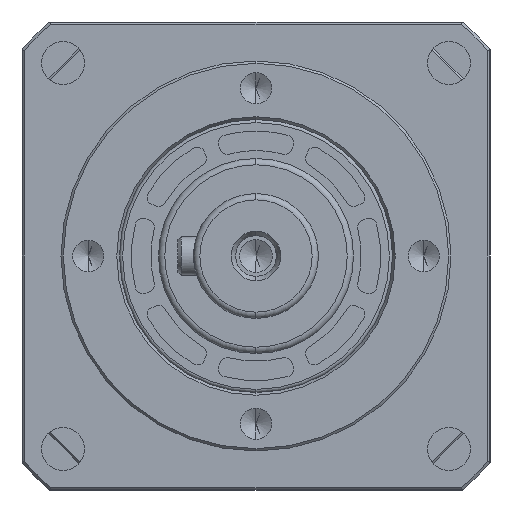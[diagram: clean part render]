
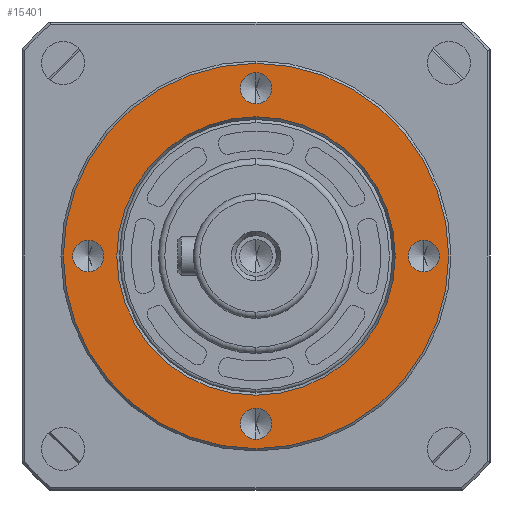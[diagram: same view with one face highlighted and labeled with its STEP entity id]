
A CAD part, left-side view. The second image highlights one B-rep face of the part: STEP entity #15401.
In plain terms, the highlighted planar face has unit normal (-1, 0, 0).
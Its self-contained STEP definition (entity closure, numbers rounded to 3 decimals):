
#208 = DIRECTION ( 'NONE',  ( 0., 0., 1. ) ) ;
#304 = EDGE_CURVE ( 'NONE', #5286, #3637, #18035, .T. ) ;
#486 = EDGE_CURVE ( 'NONE', #16765, #1354, #5232, .T. ) ;
#523 = AXIS2_PLACEMENT_3D ( 'NONE', #14693, #5754, #16155 ) ;
#903 = CIRCLE ( 'NONE', #19079, 2. ) ;
#1168 = CARTESIAN_POINT ( 'NONE',  ( -7., 0., 23.5 ) ) ;
#1234 = FACE_BOUND ( 'NONE', #5483, .T. ) ;
#1354 = VERTEX_POINT ( 'NONE', #14774 ) ;
#1393 = CARTESIAN_POINT ( 'NONE',  ( -7., 21.5, -2. ) ) ;
#1496 = CARTESIAN_POINT ( 'NONE',  ( -7., 0., 21.5 ) ) ;
#1585 = VERTEX_POINT ( 'NONE', #5812 ) ;
#1639 = DIRECTION ( 'NONE',  ( -1., 0., 0. ) ) ;
#1892 = EDGE_LOOP ( 'NONE', ( #19123, #4194 ) ) ;
#2064 = ORIENTED_EDGE ( 'NONE', *, *, #4547, .F. ) ;
#2275 = CARTESIAN_POINT ( 'NONE',  ( -7., 0., -21.5 ) ) ;
#2379 = ORIENTED_EDGE ( 'NONE', *, *, #15196, .T. ) ;
#2598 = EDGE_CURVE ( 'NONE', #15030, #13983, #8521, .T. ) ;
#2824 = EDGE_LOOP ( 'NONE', ( #6445, #8052 ) ) ;
#2992 = ORIENTED_EDGE ( 'NONE', *, *, #15714, .F. ) ;
#3008 = DIRECTION ( 'NONE',  ( 1., 0., 0. ) ) ;
#3030 = DIRECTION ( 'NONE',  ( 0., 0., 1. ) ) ;
#3068 = AXIS2_PLACEMENT_3D ( 'NONE', #12082, #3008, #13577 ) ;
#3218 = DIRECTION ( 'NONE',  ( -1., 0., 0. ) ) ;
#3437 = EDGE_CURVE ( 'NONE', #13323, #17473, #7312, .T. ) ;
#3637 = VERTEX_POINT ( 'NONE', #9431 ) ;
#3812 = DIRECTION ( 'NONE',  ( 0., 0., 1. ) ) ;
#4009 = AXIS2_PLACEMENT_3D ( 'NONE', #18154, #9308, #208 ) ;
#4185 = AXIS2_PLACEMENT_3D ( 'NONE', #13430, #4415, #14866 ) ;
#4194 = ORIENTED_EDGE ( 'NONE', *, *, #10785, .F. ) ;
#4227 = AXIS2_PLACEMENT_3D ( 'NONE', #12295, #3218, #13765 ) ;
#4415 = DIRECTION ( 'NONE',  ( -1., 0., 0. ) ) ;
#4547 = EDGE_CURVE ( 'NONE', #13983, #15030, #7765, .T. ) ;
#4604 = AXIS2_PLACEMENT_3D ( 'NONE', #9733, #18638, #9796 ) ;
#4713 = AXIS2_PLACEMENT_3D ( 'NONE', #8618, #18951, #10119 ) ;
#4733 = CARTESIAN_POINT ( 'NONE',  ( -7., 0., 0. ) ) ;
#4784 = EDGE_LOOP ( 'NONE', ( #15848, #12079 ) ) ;
#4871 = CARTESIAN_POINT ( 'NONE',  ( -7., 21.5, 0. ) ) ;
#5005 = DIRECTION ( 'NONE',  ( 1., 0., 0. ) ) ;
#5058 = CIRCLE ( 'NONE', #4227, 2. ) ;
#5073 = EDGE_LOOP ( 'NONE', ( #18165, #2064 ) ) ;
#5232 = CIRCLE ( 'NONE', #11102, 2. ) ;
#5264 = DIRECTION ( 'NONE',  ( 0., 0., 1. ) ) ;
#5286 = VERTEX_POINT ( 'NONE', #9104 ) ;
#5483 = EDGE_LOOP ( 'NONE', ( #9417, #2992 ) ) ;
#5666 = CIRCLE ( 'NONE', #4009, 24.7 ) ;
#5754 = DIRECTION ( 'NONE',  ( -1., 0., 0. ) ) ;
#5784 = FACE_BOUND ( 'NONE', #5073, .T. ) ;
#5812 = CARTESIAN_POINT ( 'NONE',  ( -7., 0., -23.5 ) ) ;
#6020 = AXIS2_PLACEMENT_3D ( 'NONE', #10740, #1639, #12237 ) ;
#6421 = DIRECTION ( 'NONE',  ( 0., 0., 1. ) ) ;
#6445 = ORIENTED_EDGE ( 'NONE', *, *, #17506, .F. ) ;
#6653 = PLANE ( 'NONE',  #4604 ) ;
#6684 = EDGE_CURVE ( 'NONE', #16964, #1585, #12875, .T. ) ;
#6802 = CARTESIAN_POINT ( 'NONE',  ( -7., 0., 24.7 ) ) ;
#7312 = CIRCLE ( 'NONE', #4185, 2. ) ;
#7765 = CIRCLE ( 'NONE', #4713, 2. ) ;
#8052 = ORIENTED_EDGE ( 'NONE', *, *, #3437, .F. ) ;
#8129 = CIRCLE ( 'NONE', #8694, 2. ) ;
#8521 = CIRCLE ( 'NONE', #11772, 2. ) ;
#8618 = CARTESIAN_POINT ( 'NONE',  ( -7., 0., 21.5 ) ) ;
#8632 = CIRCLE ( 'NONE', #6020, 24.7 ) ;
#8694 = AXIS2_PLACEMENT_3D ( 'NONE', #4871, #15310, #6421 ) ;
#8854 = FACE_OUTER_BOUND ( 'NONE', #13210, .T. ) ;
#9103 = DIRECTION ( 'NONE',  ( -1., 0., 0. ) ) ;
#9104 = CARTESIAN_POINT ( 'NONE',  ( -7., 0., 17.846 ) ) ;
#9163 = CARTESIAN_POINT ( 'NONE',  ( -7., -21.5, 0. ) ) ;
#9250 = CIRCLE ( 'NONE', #3068, 17.846 ) ;
#9308 = DIRECTION ( 'NONE',  ( -1., 0., 0. ) ) ;
#9417 = ORIENTED_EDGE ( 'NONE', *, *, #486, .F. ) ;
#9431 = CARTESIAN_POINT ( 'NONE',  ( -7., 0., -17.846 ) ) ;
#9733 = CARTESIAN_POINT ( 'NONE',  ( -7., 25., 0. ) ) ;
#9796 = DIRECTION ( 'NONE',  ( 0., 0., 1. ) ) ;
#10119 = DIRECTION ( 'NONE',  ( 0., 0., 1. ) ) ;
#10594 = EDGE_CURVE ( 'NONE', #3637, #5286, #9250, .T. ) ;
#10740 = CARTESIAN_POINT ( 'NONE',  ( -7., 0., 0. ) ) ;
#10775 = DIRECTION ( 'NONE',  ( 0., 0., 1. ) ) ;
#10785 = EDGE_CURVE ( 'NONE', #1585, #16964, #903, .T. ) ;
#11102 = AXIS2_PLACEMENT_3D ( 'NONE', #9163, #9103, #10775 ) ;
#11393 = VERTEX_POINT ( 'NONE', #6802 ) ;
#11772 = AXIS2_PLACEMENT_3D ( 'NONE', #1496, #12104, #3030 ) ;
#12079 = ORIENTED_EDGE ( 'NONE', *, *, #10594, .T. ) ;
#12082 = CARTESIAN_POINT ( 'NONE',  ( -7., 0., 0. ) ) ;
#12104 = DIRECTION ( 'NONE',  ( -1., 0., 0. ) ) ;
#12237 = DIRECTION ( 'NONE',  ( 0., 0., 1. ) ) ;
#12295 = CARTESIAN_POINT ( 'NONE',  ( -7., -21.5, 0. ) ) ;
#12848 = FACE_BOUND ( 'NONE', #4784, .T. ) ;
#12860 = DIRECTION ( 'NONE',  ( -1., 0., 0. ) ) ;
#12875 = CIRCLE ( 'NONE', #523, 2. ) ;
#13210 = EDGE_LOOP ( 'NONE', ( #2379, #14811 ) ) ;
#13306 = FACE_BOUND ( 'NONE', #2824, .T. ) ;
#13323 = VERTEX_POINT ( 'NONE', #1393 ) ;
#13430 = CARTESIAN_POINT ( 'NONE',  ( -7., 21.5, 0. ) ) ;
#13577 = DIRECTION ( 'NONE',  ( 0., 0., 1. ) ) ;
#13601 = CARTESIAN_POINT ( 'NONE',  ( -7., 0., -24.7 ) ) ;
#13765 = DIRECTION ( 'NONE',  ( 0., 0., 1. ) ) ;
#13983 = VERTEX_POINT ( 'NONE', #18322 ) ;
#14693 = CARTESIAN_POINT ( 'NONE',  ( -7., 0., -21.5 ) ) ;
#14774 = CARTESIAN_POINT ( 'NONE',  ( -7., -21.5, -2. ) ) ;
#14811 = ORIENTED_EDGE ( 'NONE', *, *, #19198, .T. ) ;
#14866 = DIRECTION ( 'NONE',  ( 0., 0., 1. ) ) ;
#15030 = VERTEX_POINT ( 'NONE', #1168 ) ;
#15152 = VERTEX_POINT ( 'NONE', #13601 ) ;
#15196 = EDGE_CURVE ( 'NONE', #15152, #11393, #8632, .T. ) ;
#15310 = DIRECTION ( 'NONE',  ( -1., 0., 0. ) ) ;
#15401 = ADVANCED_FACE ( 'NONE', ( #13306, #5784, #16704, #1234, #12848, #8854 ), #6653, .T. ) ;
#15714 = EDGE_CURVE ( 'NONE', #1354, #16765, #5058, .T. ) ;
#15848 = ORIENTED_EDGE ( 'NONE', *, *, #304, .T. ) ;
#16155 = DIRECTION ( 'NONE',  ( 0., 0., 1. ) ) ;
#16704 = FACE_BOUND ( 'NONE', #1892, .T. ) ;
#16765 = VERTEX_POINT ( 'NONE', #19233 ) ;
#16964 = VERTEX_POINT ( 'NONE', #18490 ) ;
#17369 = AXIS2_PLACEMENT_3D ( 'NONE', #4733, #5005, #5264 ) ;
#17473 = VERTEX_POINT ( 'NONE', #18151 ) ;
#17506 = EDGE_CURVE ( 'NONE', #17473, #13323, #8129, .T. ) ;
#18035 = CIRCLE ( 'NONE', #17369, 17.846 ) ;
#18151 = CARTESIAN_POINT ( 'NONE',  ( -7., 21.5, 2. ) ) ;
#18154 = CARTESIAN_POINT ( 'NONE',  ( -7., 0., 0. ) ) ;
#18165 = ORIENTED_EDGE ( 'NONE', *, *, #2598, .F. ) ;
#18322 = CARTESIAN_POINT ( 'NONE',  ( -7., 0., 19.5 ) ) ;
#18490 = CARTESIAN_POINT ( 'NONE',  ( -7., 0., -19.5 ) ) ;
#18638 = DIRECTION ( 'NONE',  ( -1., 0., 0. ) ) ;
#18951 = DIRECTION ( 'NONE',  ( -1., 0., 0. ) ) ;
#19079 = AXIS2_PLACEMENT_3D ( 'NONE', #2275, #12860, #3812 ) ;
#19123 = ORIENTED_EDGE ( 'NONE', *, *, #6684, .F. ) ;
#19198 = EDGE_CURVE ( 'NONE', #11393, #15152, #5666, .T. ) ;
#19233 = CARTESIAN_POINT ( 'NONE',  ( -7., -21.5, 2. ) ) ;
